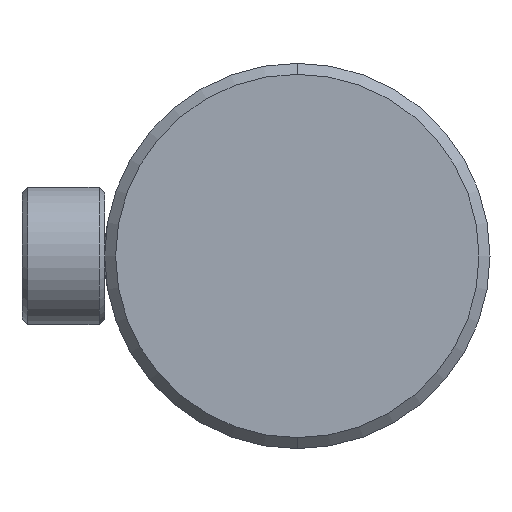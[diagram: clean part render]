
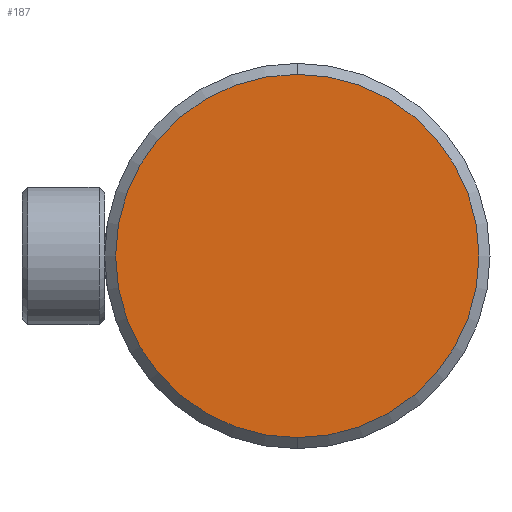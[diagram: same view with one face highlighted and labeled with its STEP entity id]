
A CAD part, left-side view. The second image highlights one B-rep face of the part: STEP entity #187.
In plain terms, the highlighted planar face has unit normal (-1, 0, 0).
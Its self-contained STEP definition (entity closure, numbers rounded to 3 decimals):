
#116 = DIRECTION ( 'NONE',  ( 0., 0., -1. ) ) ;
#187 = ADVANCED_FACE ( 'NONE', ( #2476 ), #1866, .F. ) ;
#439 = CIRCLE ( 'NONE', #2656, 33. ) ;
#495 = ORIENTED_EDGE ( 'NONE', *, *, #1725, .T. ) ;
#513 = AXIS2_PLACEMENT_3D ( 'NONE', #3065, #1326, #116 ) ;
#628 = EDGE_LOOP ( 'NONE', ( #826, #495 ) ) ;
#742 = DIRECTION ( 'NONE',  ( -1., 0., 0. ) ) ;
#826 = ORIENTED_EDGE ( 'NONE', *, *, #2513, .T. ) ;
#977 = DIRECTION ( 'NONE',  ( 0., 0., 1. ) ) ;
#1120 = DIRECTION ( 'NONE',  ( -1., 0., 0. ) ) ;
#1326 = DIRECTION ( 'NONE',  ( 1., 0., 0. ) ) ;
#1499 = VERTEX_POINT ( 'NONE', #2680 ) ;
#1649 = CIRCLE ( 'NONE', #1792, 33. ) ;
#1676 = VERTEX_POINT ( 'NONE', #2966 ) ;
#1725 = EDGE_CURVE ( 'NONE', #1676, #1499, #1649, .T. ) ;
#1792 = AXIS2_PLACEMENT_3D ( 'NONE', #2164, #742, #977 ) ;
#1866 = PLANE ( 'NONE',  #513 ) ;
#2164 = CARTESIAN_POINT ( 'NONE',  ( -13., 0., 0. ) ) ;
#2476 = FACE_OUTER_BOUND ( 'NONE', #628, .T. ) ;
#2513 = EDGE_CURVE ( 'NONE', #1499, #1676, #439, .T. ) ;
#2533 = DIRECTION ( 'NONE',  ( 0., 0., 1. ) ) ;
#2656 = AXIS2_PLACEMENT_3D ( 'NONE', #2766, #1120, #2533 ) ;
#2680 = CARTESIAN_POINT ( 'NONE',  ( -13., 0., -33. ) ) ;
#2766 = CARTESIAN_POINT ( 'NONE',  ( -13., 0., 0. ) ) ;
#2966 = CARTESIAN_POINT ( 'NONE',  ( -13., 0., 33. ) ) ;
#3065 = CARTESIAN_POINT ( 'NONE',  ( -13., 0., 0. ) ) ;
